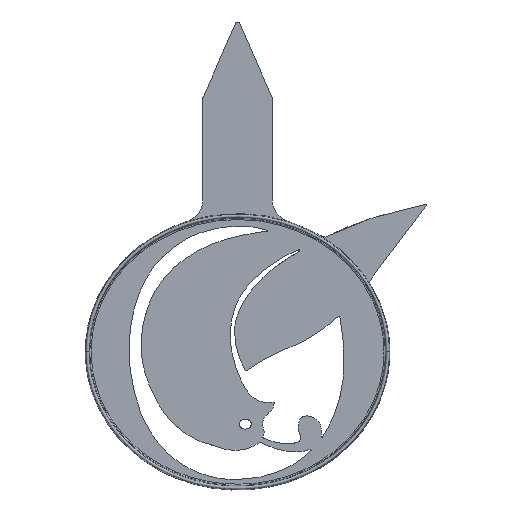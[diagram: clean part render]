
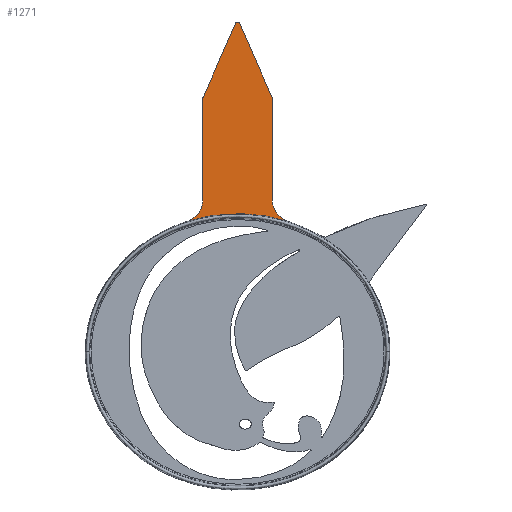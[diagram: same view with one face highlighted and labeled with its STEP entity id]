
A CAD part, front view. The second image highlights one B-rep face of the part: STEP entity #1271.
In plain terms, the highlighted planar face has unit normal (0, -1, 0).
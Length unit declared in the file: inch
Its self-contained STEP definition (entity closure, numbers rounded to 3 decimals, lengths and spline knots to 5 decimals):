
#18=ELLIPSE('',#1357,0.0502,0.05);
#19=ELLIPSE('',#1358,0.05118,0.05);
#20=ELLIPSE('',#1359,0.0502,0.05);
#31=LINE('',#2993,#64);
#32=LINE('',#2997,#65);
#33=LINE('',#3001,#66);
#34=LINE('',#3005,#67);
#64=VECTOR('',#1384,0.3937);
#65=VECTOR('',#1387,0.3937);
#66=VECTOR('',#1390,0.3937);
#67=VECTOR('',#1393,0.3937);
#97=PLANE('',#1356);
#111=FACE_OUTER_BOUND('',#188,.T.);
#188=EDGE_LOOP('',(#860,#861,#862,#863,#864,#865,#866,#867,#868,#869));
#322=B_SPLINE_CURVE_WITH_KNOTS('',3,(#2936,#2937,#2938,#2939,#2940,#2941),
 .UNSPECIFIED.,.F.,.F.,(4,1,1,4),(1.2321,1.3464,1.6456,
1.9095),.UNSPECIFIED.);
#324=B_SPLINE_CURVE_WITH_KNOTS('',3,(#2961,#2962,#2963,#2964,#2965,#2966,
#2967,#2968,#2969,#2970,#2971,#2972,#2973,#2974,#2975,#2976,#2977,#2978,
#2979,#2980,#2981,#2982,#2983,#2984,#2985,#2986,#2987,#2988,#2989,#2990,
#2991),.UNSPECIFIED.,.F.,.F.,(4,3,3,3,3,3,3,3,3,3,4),(0.,0.20002,
0.4019,0.49592,0.68639,0.88826,
0.9896,1.14349,1.29481,1.49624,1.6002),
 .UNSPECIFIED.);
#325=B_SPLINE_CURVE_WITH_KNOTS('',3,(#3006,#3007,#3008,#3009,#3010,#3011,
#3012,#3013,#3014,#3015,#3016,#3017,#3018,#3019,#3020,#3021,#3022,#3023,
#3024,#3025,#3026,#3027,#3028,#3029,#3030,#3031,#3032,#3033,#3034,#3035,
#3036),.UNSPECIFIED.,.F.,.F.,(4,3,3,3,3,3,3,3,3,3,4),(0.,0.19991,
0.40172,0.49598,0.68619,0.88804,
0.98973,1.14333,1.29484,1.49638,1.6002),
 .UNSPECIFIED.);
#490=VERTEX_POINT('',#2930);
#491=VERTEX_POINT('',#2935);
#492=VERTEX_POINT('',#2960);
#493=VERTEX_POINT('',#2992);
#494=VERTEX_POINT('',#2994);
#495=VERTEX_POINT('',#2996);
#496=VERTEX_POINT('',#2998);
#497=VERTEX_POINT('',#3000);
#498=VERTEX_POINT('',#3002);
#499=VERTEX_POINT('',#3004);
#634=EDGE_CURVE('',#491,#490,#322,.T.);
#636=EDGE_CURVE('',#492,#490,#324,.T.);
#637=EDGE_CURVE('',#493,#492,#31,.T.);
#638=EDGE_CURVE('',#494,#493,#18,.T.);
#639=EDGE_CURVE('',#495,#494,#32,.T.);
#640=EDGE_CURVE('',#496,#495,#19,.T.);
#641=EDGE_CURVE('',#497,#496,#33,.T.);
#642=EDGE_CURVE('',#498,#497,#20,.T.);
#643=EDGE_CURVE('',#499,#498,#34,.T.);
#644=EDGE_CURVE('',#491,#499,#325,.T.);
#860=ORIENTED_EDGE('',*,*,#634,.T.);
#861=ORIENTED_EDGE('',*,*,#636,.F.);
#862=ORIENTED_EDGE('',*,*,#637,.F.);
#863=ORIENTED_EDGE('',*,*,#638,.F.);
#864=ORIENTED_EDGE('',*,*,#639,.F.);
#865=ORIENTED_EDGE('',*,*,#640,.F.);
#866=ORIENTED_EDGE('',*,*,#641,.F.);
#867=ORIENTED_EDGE('',*,*,#642,.F.);
#868=ORIENTED_EDGE('',*,*,#643,.F.);
#869=ORIENTED_EDGE('',*,*,#644,.F.);
#1271=ADVANCED_FACE('',(#111),#97,.F.);
#1356=AXIS2_PLACEMENT_3D('',#2959,#1382,#1383);
#1357=AXIS2_PLACEMENT_3D('',#2995,#1385,#1386);
#1358=AXIS2_PLACEMENT_3D('',#2999,#1388,#1389);
#1359=AXIS2_PLACEMENT_3D('',#3003,#1391,#1392);
#1382=DIRECTION('center_axis',(0.,1.,0.));
#1383=DIRECTION('ref_axis',(1.,0.,0.));
#1384=DIRECTION('',(0.,0.,-1.));
#1385=DIRECTION('center_axis',(0.,1.,0.));
#1386=DIRECTION('ref_axis',(0.979,0.,0.205));
#1387=DIRECTION('',(0.401,0.,-0.916));
#1388=DIRECTION('center_axis',(0.,1.,0.));
#1389=DIRECTION('ref_axis',(0.,0.,1.));
#1390=DIRECTION('',(0.401,0.,0.916));
#1391=DIRECTION('center_axis',(0.,1.,0.));
#1392=DIRECTION('ref_axis',(-0.979,0.,0.205));
#1393=DIRECTION('',(0.,0.,1.));
#2930=CARTESIAN_POINT('',(1.09647,0.001,2.82372));
#2935=CARTESIAN_POINT('',(-1.09647,0.001,2.82372));
#2936=CARTESIAN_POINT('Ctrl Pts',(-1.09647,0.001,2.82371));
#2937=CARTESIAN_POINT('Ctrl Pts',(-0.97788,0.001,2.86162));
#2938=CARTESIAN_POINT('Ctrl Pts',(-0.54028,0.001,2.97661));
#2939=CARTESIAN_POINT('Ctrl Pts',(0.21121,0.001,3.02771));
#2940=CARTESIAN_POINT('Ctrl Pts',(0.82262,0.001,2.91114));
#2941=CARTESIAN_POINT('Ctrl Pts',(1.09644,0.001,2.8237));
#2959=CARTESIAN_POINT('Origin',(0.41975,0.001,2.11247));
#2960=CARTESIAN_POINT('',(0.75,0.001,3.29818));
#2961=CARTESIAN_POINT('Ctrl Pts',(0.75,0.001,
3.29818));
#2962=CARTESIAN_POINT('Ctrl Pts',(0.75,0.001,
3.27193));
#2963=CARTESIAN_POINT('Ctrl Pts',(0.75212,0.00101,
3.2458));
#2964=CARTESIAN_POINT('Ctrl Pts',(0.75625,0.00101,
3.22));
#2965=CARTESIAN_POINT('Ctrl Pts',(0.76041,0.00101,
3.19397));
#2966=CARTESIAN_POINT('Ctrl Pts',(0.76663,0.00102,
3.16828));
#2967=CARTESIAN_POINT('Ctrl Pts',(0.77483,0.00101,
3.14317));
#2968=CARTESIAN_POINT('Ctrl Pts',(0.77865,0.00101,
3.13148));
#2969=CARTESIAN_POINT('Ctrl Pts',(0.7829,0.00101,
3.11991));
#2970=CARTESIAN_POINT('Ctrl Pts',(0.78758,0.00101,
3.1085));
#2971=CARTESIAN_POINT('Ctrl Pts',(0.79706,0.00101,
3.08538));
#2972=CARTESIAN_POINT('Ctrl Pts',(0.80823,0.00101,
3.06305));
#2973=CARTESIAN_POINT('Ctrl Pts',(0.82102,0.001,
3.04172));
#2974=CARTESIAN_POINT('Ctrl Pts',(0.83458,0.001,
3.01911));
#2975=CARTESIAN_POINT('Ctrl Pts',(0.84995,0.00101,
2.99762));
#2976=CARTESIAN_POINT('Ctrl Pts',(0.86696,0.00101,
2.97742));
#2977=CARTESIAN_POINT('Ctrl Pts',(0.8755,0.00101,
2.96728));
#2978=CARTESIAN_POINT('Ctrl Pts',(0.88446,0.00101,
2.95747));
#2979=CARTESIAN_POINT('Ctrl Pts',(0.89381,0.00101,
2.94801));
#2980=CARTESIAN_POINT('Ctrl Pts',(0.90801,0.00101,
2.93365));
#2981=CARTESIAN_POINT('Ctrl Pts',(0.92306,0.00101,
2.92018));
#2982=CARTESIAN_POINT('Ctrl Pts',(0.93886,0.00101,
2.90767));
#2983=CARTESIAN_POINT('Ctrl Pts',(0.9544,0.00101,
2.89537));
#2984=CARTESIAN_POINT('Ctrl Pts',(0.97068,0.00101,
2.88401));
#2985=CARTESIAN_POINT('Ctrl Pts',(0.9876,0.00101,
2.87364));
#2986=CARTESIAN_POINT('Ctrl Pts',(1.01013,0.00101,
2.85983));
#2987=CARTESIAN_POINT('Ctrl Pts',(1.0337,0.001,
2.84783));
#2988=CARTESIAN_POINT('Ctrl Pts',(1.05808,0.001,
2.83776));
#2989=CARTESIAN_POINT('Ctrl Pts',(1.07067,0.001,
2.83256));
#2990=CARTESIAN_POINT('Ctrl Pts',(1.08347,0.001,
2.82788));
#2991=CARTESIAN_POINT('Ctrl Pts',(1.09647,0.001,
2.82372));
#2992=CARTESIAN_POINT('',(0.75,0.001,5.49432));
#2993=CARTESIAN_POINT('',(0.75,0.001,3.8086));
#2994=CARTESIAN_POINT('',(0.74582,0.001,5.51428));
#2995=CARTESIAN_POINT('Origin',(0.69981,0.001,
5.49424));
#2996=CARTESIAN_POINT('',(0.04563,0.001,7.11446));
#2997=CARTESIAN_POINT('',(0.97137,0.001,4.99882));
#2998=CARTESIAN_POINT('',(-0.04563,0.001,7.11446));
#2999=CARTESIAN_POINT('Origin',(0.,0.001,
7.09355));
#3000=CARTESIAN_POINT('',(-0.74582,0.001,5.51428));
#3001=CARTESIAN_POINT('',(-1.27892,0.001,4.29597));
#3002=CARTESIAN_POINT('',(-0.75,0.001,5.49432));
#3003=CARTESIAN_POINT('Origin',(-0.69981,0.001,
5.49424));
#3004=CARTESIAN_POINT('',(-0.75,0.001,3.29818));
#3005=CARTESIAN_POINT('',(-0.75,0.001,2.51397));
#3006=CARTESIAN_POINT('Ctrl Pts',(-1.09647,0.001,
2.82372));
#3007=CARTESIAN_POINT('Ctrl Pts',(-1.07148,0.001,
2.83171));
#3008=CARTESIAN_POINT('Ctrl Pts',(-1.04724,0.00101,
2.84168));
#3009=CARTESIAN_POINT('Ctrl Pts',(-1.02394,0.00101,2.85345));
#3010=CARTESIAN_POINT('Ctrl Pts',(-1.00041,0.00101,
2.86534));
#3011=CARTESIAN_POINT('Ctrl Pts',(-0.97784,0.00102,
2.87907));
#3012=CARTESIAN_POINT('Ctrl Pts',(-0.95643,0.00101,
2.89452));
#3013=CARTESIAN_POINT('Ctrl Pts',(-0.94643,0.00101,
2.90173));
#3014=CARTESIAN_POINT('Ctrl Pts',(-0.93668,0.00101,
2.90932));
#3015=CARTESIAN_POINT('Ctrl Pts',(-0.92721,0.00101,
2.91728));
#3016=CARTESIAN_POINT('Ctrl Pts',(-0.9081,0.00101,
2.93333));
#3017=CARTESIAN_POINT('Ctrl Pts',(-0.89026,0.00101,
2.95074));
#3018=CARTESIAN_POINT('Ctrl Pts',(-0.87385,0.001,
2.96939));
#3019=CARTESIAN_POINT('Ctrl Pts',(-0.85644,0.001,
2.98918));
#3020=CARTESIAN_POINT('Ctrl Pts',(-0.84065,0.00101,
3.01036));
#3021=CARTESIAN_POINT('Ctrl Pts',(-0.82658,0.00101,
3.03271));
#3022=CARTESIAN_POINT('Ctrl Pts',(-0.8195,0.00101,
3.04397));
#3023=CARTESIAN_POINT('Ctrl Pts',(-0.81285,0.00101,
3.05553));
#3024=CARTESIAN_POINT('Ctrl Pts',(-0.80667,0.00101,
3.06735));
#3025=CARTESIAN_POINT('Ctrl Pts',(-0.79734,0.00101,
3.08522));
#3026=CARTESIAN_POINT('Ctrl Pts',(-0.7891,0.00101,
3.10362));
#3027=CARTESIAN_POINT('Ctrl Pts',(-0.78201,0.00101,
3.12244));
#3028=CARTESIAN_POINT('Ctrl Pts',(-0.77501,0.00101,
3.14101));
#3029=CARTESIAN_POINT('Ctrl Pts',(-0.76914,0.00101,
3.16));
#3030=CARTESIAN_POINT('Ctrl Pts',(-0.7644,0.00101,
3.1793));
#3031=CARTESIAN_POINT('Ctrl Pts',(-0.7581,0.00101,
3.20498));
#3032=CARTESIAN_POINT('Ctrl Pts',(-0.75385,0.001,
3.23109));
#3033=CARTESIAN_POINT('Ctrl Pts',(-0.75168,0.001,
3.2574));
#3034=CARTESIAN_POINT('Ctrl Pts',(-0.75056,0.001,
3.27095));
#3035=CARTESIAN_POINT('Ctrl Pts',(-0.75,0.001,3.28456));
#3036=CARTESIAN_POINT('Ctrl Pts',(-0.75,0.001,3.29818));
